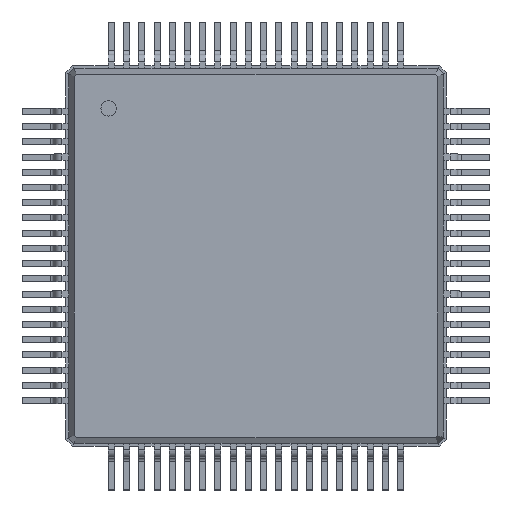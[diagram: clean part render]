
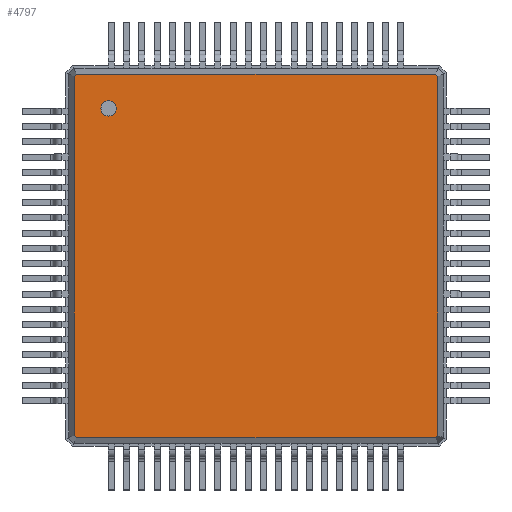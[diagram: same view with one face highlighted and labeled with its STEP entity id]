
A CAD part, top view. The second image highlights one B-rep face of the part: STEP entity #4797.
In plain terms, the highlighted planar face has unit normal (0, 0, 1).
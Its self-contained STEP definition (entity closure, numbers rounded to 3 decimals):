
#13=DIRECTION('',(0.,0.,1.));
#65=VECTOR('',#66,1.);
#66=DIRECTION('',(1.,0.,0.));
#415=DIRECTION('',(0.,-1.,0.));
#514=VECTOR('',#515,1.);
#515=DIRECTION('',(0.707,-0.707,0.));
#521=VECTOR('',#415,1.);
#527=VECTOR('',#528,1.);
#528=DIRECTION('',(-0.707,-0.707,0.));
#534=VECTOR('',#535,1.);
#535=DIRECTION('',(-1.,0.,0.));
#541=VECTOR('',#542,1.);
#542=DIRECTION('',(-0.707,0.707,0.));
#548=VECTOR('',#549,1.);
#549=DIRECTION('',(0.,1.,0.));
#553=VECTOR('',#554,1.);
#554=DIRECTION('',(0.707,0.707,0.));
#1515=VERTEX_POINT('',#1516);
#1516=CARTESIAN_POINT('',(4.713,4.776,1.6));
#1518=ORIENTED_EDGE('',*,*,#1519,.F.);
#1519=EDGE_CURVE('',#1520,#1515,#1522,.T.);
#1520=VERTEX_POINT('',#1521);
#1521=CARTESIAN_POINT('',(-4.713,4.776,1.6));
#1522=LINE('',#1521,#65);
#4788=ORIENTED_EDGE('',*,*,#4789,.F.);
#4789=EDGE_CURVE('',#4790,#1520,#4792,.T.);
#4790=VERTEX_POINT('',#4791);
#4791=CARTESIAN_POINT('',(-4.776,4.713,1.6));
#4792=LINE('',#4791,#553);
#4797=ADVANCED_FACE('',(#4798,#4828),#4837,.T.);
#4798=FACE_BOUND('',#4799,.T.);
#4799=EDGE_LOOP('',(#1518,#4788,#4800,#4805,#4810,#4815,#4820,#4825));
#4800=ORIENTED_EDGE('',*,*,#4801,.F.);
#4801=EDGE_CURVE('',#4802,#4790,#4804,.T.);
#4802=VERTEX_POINT('',#4803);
#4803=CARTESIAN_POINT('',(-4.776,-4.713,1.6));
#4804=LINE('',#4803,#548);
#4805=ORIENTED_EDGE('',*,*,#4806,.F.);
#4806=EDGE_CURVE('',#4807,#4802,#4809,.T.);
#4807=VERTEX_POINT('',#4808);
#4808=CARTESIAN_POINT('',(-4.713,-4.776,1.6));
#4809=LINE('',#4808,#541);
#4810=ORIENTED_EDGE('',*,*,#4811,.F.);
#4811=EDGE_CURVE('',#4812,#4807,#4814,.T.);
#4812=VERTEX_POINT('',#4813);
#4813=CARTESIAN_POINT('',(4.713,-4.776,1.6));
#4814=LINE('',#4813,#534);
#4815=ORIENTED_EDGE('',*,*,#4816,.F.);
#4816=EDGE_CURVE('',#4817,#4812,#4819,.T.);
#4817=VERTEX_POINT('',#4818);
#4818=CARTESIAN_POINT('',(4.776,-4.713,1.6));
#4819=LINE('',#4818,#527);
#4820=ORIENTED_EDGE('',*,*,#4821,.F.);
#4821=EDGE_CURVE('',#4822,#4817,#4824,.T.);
#4822=VERTEX_POINT('',#4823);
#4823=CARTESIAN_POINT('',(4.776,4.713,1.6));
#4824=LINE('',#4823,#521);
#4825=ORIENTED_EDGE('',*,*,#4826,.F.);
#4826=EDGE_CURVE('',#1515,#4822,#4827,.T.);
#4827=LINE('',#1516,#514);
#4828=FACE_BOUND('',#4829,.T.);
#4829=EDGE_LOOP('',(#4830));
#4830=ORIENTED_EDGE('',*,*,#4831,.F.);
#4831=EDGE_CURVE('',#4832,#4832,#4834,.T.);
#4832=VERTEX_POINT('',#4833);
#4833=CARTESIAN_POINT('',(-3.876,3.676,1.6));
#4834=CIRCLE('',#4835,0.2);
#4835=AXIS2_PLACEMENT_3D('',#4836,#13,#415);
#4836=CARTESIAN_POINT('',(-3.876,3.876,1.6));
#4837=PLANE('',#4838);
#4838=AXIS2_PLACEMENT_3D('',#1521,#13,#4839);
#4839=DIRECTION('',(0.702,-0.712,0.));
